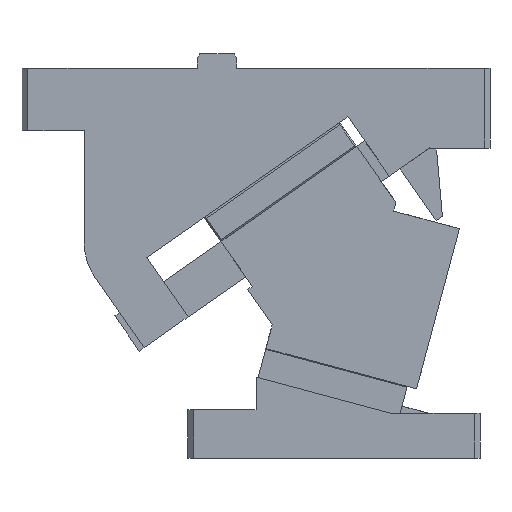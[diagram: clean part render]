
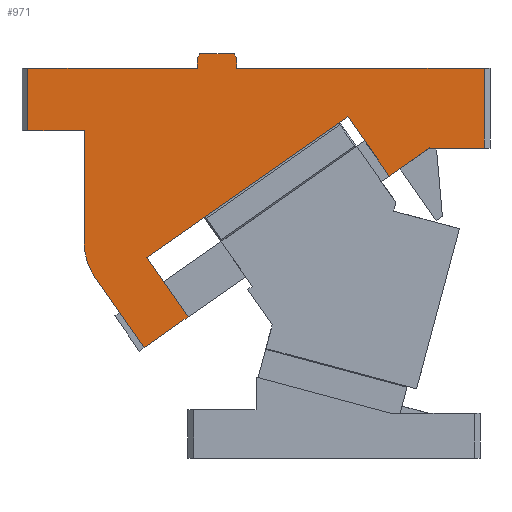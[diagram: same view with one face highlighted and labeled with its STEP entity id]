
A CAD part, front view. The second image highlights one B-rep face of the part: STEP entity #971.
In plain terms, the highlighted planar face has unit normal (0, -1, 0).
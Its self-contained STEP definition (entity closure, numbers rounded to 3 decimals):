
#212=CARTESIAN_POINT('Vertex',(152.,0.,159.)) ;
#216=CARTESIAN_POINT('Control Point',(124.,0.,159.)) ;
#217=CARTESIAN_POINT('Control Point',(129.6,0.,159.)) ;
#218=CARTESIAN_POINT('Control Point',(135.2,0.,159.)) ;
#219=CARTESIAN_POINT('Control Point',(140.8,0.,159.)) ;
#220=CARTESIAN_POINT('Control Point',(146.4,0.,159.)) ;
#221=CARTESIAN_POINT('Control Point',(152.,0.,159.)) ;
#222=CARTESIAN_POINT('Vertex',(124.,0.,159.)) ;
#368=CARTESIAN_POINT('Vertex',(25.,0.,200.)) ;
#372=CARTESIAN_POINT('Control Point',(25.,0.,200.)) ;
#373=CARTESIAN_POINT('Control Point',(50.4,0.,200.)) ;
#374=CARTESIAN_POINT('Control Point',(75.8,0.,200.)) ;
#375=CARTESIAN_POINT('Control Point',(101.2,0.,200.)) ;
#376=CARTESIAN_POINT('Control Point',(126.6,0.,200.)) ;
#377=CARTESIAN_POINT('Control Point',(152.,0.,200.)) ;
#378=CARTESIAN_POINT('Vertex',(152.,0.,200.)) ;
#782=CARTESIAN_POINT('Control Point',(152.,0.,200.)) ;
#783=CARTESIAN_POINT('Control Point',(152.,0.,193.6)) ;
#784=CARTESIAN_POINT('Control Point',(152.,0.,187.2)) ;
#785=CARTESIAN_POINT('Control Point',(152.,0.,180.8)) ;
#786=CARTESIAN_POINT('Control Point',(152.,0.,174.4)) ;
#787=CARTESIAN_POINT('Control Point',(152.,0.,168.)) ;
#788=CARTESIAN_POINT('Vertex',(152.,0.,168.)) ;
#791=CARTESIAN_POINT('Line Origine',(152.,0.,163.5)) ;
#805=CARTESIAN_POINT('Axis2P3D Location',(-12.531,0.,165.399)) ;
#810=CARTESIAN_POINT('Axis2P3D Location',(-23.,0.,109.943)) ;
#814=CARTESIAN_POINT('Vertex',(-47.575,0.,92.736)) ;
#816=CARTESIAN_POINT('Vertex',(-53.,0.,109.943)) ;
#820=CARTESIAN_POINT('Control Point',(-22.355,0.,56.718)) ;
#821=CARTESIAN_POINT('Control Point',(-27.399,0.,63.922)) ;
#822=CARTESIAN_POINT('Control Point',(-32.443,0.,71.125)) ;
#823=CARTESIAN_POINT('Control Point',(-37.487,0.,78.329)) ;
#824=CARTESIAN_POINT('Control Point',(-42.531,0.,85.532)) ;
#825=CARTESIAN_POINT('Control Point',(-47.575,0.,92.736)) ;
#826=CARTESIAN_POINT('Vertex',(-22.355,0.,56.718)) ;
#830=CARTESIAN_POINT('Control Point',(-22.355,0.,56.718)) ;
#831=CARTESIAN_POINT('Control Point',(-17.85,0.,59.873)) ;
#832=CARTESIAN_POINT('Control Point',(-13.344,0.,63.028)) ;
#833=CARTESIAN_POINT('Control Point',(-8.839,0.,66.182)) ;
#834=CARTESIAN_POINT('Control Point',(-4.334,0.,69.337)) ;
#835=CARTESIAN_POINT('Control Point',(0.172,0.,72.492)) ;
#836=CARTESIAN_POINT('Vertex',(0.172,0.,72.492)) ;
#840=CARTESIAN_POINT('Control Point',(0.172,0.,72.492)) ;
#841=CARTESIAN_POINT('Control Point',(-4.073,0.,78.553)) ;
#842=CARTESIAN_POINT('Control Point',(-8.317,0.,84.615)) ;
#843=CARTESIAN_POINT('Control Point',(-12.562,0.,90.677)) ;
#844=CARTESIAN_POINT('Control Point',(-16.806,0.,96.739)) ;
#845=CARTESIAN_POINT('Control Point',(-21.051,0.,102.8)) ;
#846=CARTESIAN_POINT('Vertex',(-21.051,0.,102.8)) ;
#850=CARTESIAN_POINT('Control Point',(82.162,0.,175.071)) ;
#851=CARTESIAN_POINT('Control Point',(61.52,0.,160.617)) ;
#852=CARTESIAN_POINT('Control Point',(40.877,0.,146.163)) ;
#853=CARTESIAN_POINT('Control Point',(20.235,0.,131.709)) ;
#854=CARTESIAN_POINT('Control Point',(-0.408,0.,117.254)) ;
#855=CARTESIAN_POINT('Control Point',(-21.051,0.,102.8)) ;
#856=CARTESIAN_POINT('Vertex',(82.162,0.,175.071)) ;
#860=CARTESIAN_POINT('Control Point',(82.162,0.,175.071)) ;
#861=CARTESIAN_POINT('Control Point',(86.407,0.,169.009)) ;
#862=CARTESIAN_POINT('Control Point',(90.651,0.,162.947)) ;
#863=CARTESIAN_POINT('Control Point',(94.896,0.,156.886)) ;
#864=CARTESIAN_POINT('Control Point',(99.14,0.,150.824)) ;
#865=CARTESIAN_POINT('Control Point',(103.385,0.,144.762)) ;
#866=CARTESIAN_POINT('Vertex',(103.385,0.,144.762)) ;
#869=CARTESIAN_POINT('Line Origine',(113.692,0.,151.98)) ;
#873=CARTESIAN_POINT('Vertex',(124.,0.,159.197)) ;
#876=CARTESIAN_POINT('Line Origine',(124.,0.,159.099)) ;
#881=CARTESIAN_POINT('Line Origine',(25.,0.,202.75)) ;
#885=CARTESIAN_POINT('Vertex',(25.,0.,205.5)) ;
#888=CARTESIAN_POINT('Line Origine',(24.423,0.,206.5)) ;
#892=CARTESIAN_POINT('Vertex',(23.845,0.,207.5)) ;
#895=CARTESIAN_POINT('Line Origine',(15.,0.,207.5)) ;
#899=CARTESIAN_POINT('Vertex',(6.155,0.,207.5)) ;
#902=CARTESIAN_POINT('Line Origine',(5.577,0.,206.5)) ;
#906=CARTESIAN_POINT('Vertex',(5.,0.,205.5)) ;
#909=CARTESIAN_POINT('Line Origine',(5.,0.,202.75)) ;
#913=CARTESIAN_POINT('Vertex',(5.,0.,200.)) ;
#917=CARTESIAN_POINT('Control Point',(-82.,0.,200.)) ;
#918=CARTESIAN_POINT('Control Point',(-64.6,0.,200.)) ;
#919=CARTESIAN_POINT('Control Point',(-47.2,0.,200.)) ;
#920=CARTESIAN_POINT('Control Point',(-29.8,0.,200.)) ;
#921=CARTESIAN_POINT('Control Point',(-12.4,0.,200.)) ;
#922=CARTESIAN_POINT('Control Point',(5.,0.,200.)) ;
#923=CARTESIAN_POINT('Vertex',(-82.,0.,200.)) ;
#927=CARTESIAN_POINT('Control Point',(-82.,0.,168.)) ;
#928=CARTESIAN_POINT('Control Point',(-82.,0.,174.4)) ;
#929=CARTESIAN_POINT('Control Point',(-82.,0.,180.8)) ;
#930=CARTESIAN_POINT('Control Point',(-82.,0.,187.2)) ;
#931=CARTESIAN_POINT('Control Point',(-82.,0.,193.6)) ;
#932=CARTESIAN_POINT('Control Point',(-82.,0.,200.)) ;
#933=CARTESIAN_POINT('Vertex',(-82.,0.,168.)) ;
#936=CARTESIAN_POINT('Line Origine',(-67.5,0.,168.)) ;
#940=CARTESIAN_POINT('Vertex',(-53.,0.,168.)) ;
#943=CARTESIAN_POINT('Line Origine',(-53.,0.,138.971)) ;
#792=DIRECTION('Vector Direction',(0.,0.,-1.)) ;
#806=DIRECTION('Axis2P3D Direction',(0.,-1.,0.)) ;
#807=DIRECTION('Axis2P3D XDirection',(1.,0.,0.)) ;
#811=DIRECTION('Axis2P3D Direction',(0.,-1.,0.)) ;
#870=DIRECTION('Vector Direction',(0.819,0.,0.574)) ;
#877=DIRECTION('Vector Direction',(0.,0.,-1.)) ;
#882=DIRECTION('Vector Direction',(0.,0.,1.)) ;
#889=DIRECTION('Vector Direction',(0.5,0.,-0.866)) ;
#896=DIRECTION('Vector Direction',(-1.,0.,0.)) ;
#903=DIRECTION('Vector Direction',(-0.5,0.,-0.866)) ;
#910=DIRECTION('Vector Direction',(0.,0.,1.)) ;
#937=DIRECTION('Vector Direction',(1.,0.,0.)) ;
#944=DIRECTION('Vector Direction',(0.,0.,1.)) ;
#808=AXIS2_PLACEMENT_3D('Plane Axis2P3D',#805,#806,#807) ;
#812=AXIS2_PLACEMENT_3D('Circle Axis2P3D',#810,#811,$) ;
#949=ORIENTED_EDGE('',*,*,#818,.F.) ;
#950=ORIENTED_EDGE('',*,*,#828,.F.) ;
#951=ORIENTED_EDGE('',*,*,#838,.T.) ;
#952=ORIENTED_EDGE('',*,*,#848,.T.) ;
#953=ORIENTED_EDGE('',*,*,#858,.F.) ;
#954=ORIENTED_EDGE('',*,*,#868,.T.) ;
#955=ORIENTED_EDGE('',*,*,#875,.T.) ;
#956=ORIENTED_EDGE('',*,*,#880,.T.) ;
#957=ORIENTED_EDGE('',*,*,#224,.F.) ;
#958=ORIENTED_EDGE('',*,*,#795,.F.) ;
#959=ORIENTED_EDGE('',*,*,#790,.F.) ;
#960=ORIENTED_EDGE('',*,*,#380,.F.) ;
#961=ORIENTED_EDGE('',*,*,#887,.T.) ;
#962=ORIENTED_EDGE('',*,*,#894,.F.) ;
#963=ORIENTED_EDGE('',*,*,#901,.F.) ;
#964=ORIENTED_EDGE('',*,*,#908,.F.) ;
#965=ORIENTED_EDGE('',*,*,#915,.F.) ;
#966=ORIENTED_EDGE('',*,*,#925,.F.) ;
#967=ORIENTED_EDGE('',*,*,#935,.F.) ;
#968=ORIENTED_EDGE('',*,*,#942,.T.) ;
#969=ORIENTED_EDGE('',*,*,#947,.F.) ;
#793=VECTOR('Line Direction',#792,1.) ;
#871=VECTOR('Line Direction',#870,1.) ;
#878=VECTOR('Line Direction',#877,1.) ;
#883=VECTOR('Line Direction',#882,1.) ;
#890=VECTOR('Line Direction',#889,1.) ;
#897=VECTOR('Line Direction',#896,1.) ;
#904=VECTOR('Line Direction',#903,1.) ;
#911=VECTOR('Line Direction',#910,1.) ;
#938=VECTOR('Line Direction',#937,1.) ;
#945=VECTOR('Line Direction',#944,1.) ;
#971=ADVANCED_FACE('CAM HOLDER',(#970),#809,.T.) ;
#215=B_SPLINE_CURVE_WITH_KNOTS('',5,(#216,#217,#218,#219,#220,#221),.UNSPECIFIED.,.F.,.U.,(6,6),(0.,28.),.UNSPECIFIED.) ;
#371=B_SPLINE_CURVE_WITH_KNOTS('',5,(#372,#373,#374,#375,#376,#377),.UNSPECIFIED.,.F.,.U.,(6,6),(0.,127.),.UNSPECIFIED.) ;
#781=B_SPLINE_CURVE_WITH_KNOTS('',5,(#782,#783,#784,#785,#786,#787),.UNSPECIFIED.,.F.,.U.,(6,6),(0.,32.),.UNSPECIFIED.) ;
#819=B_SPLINE_CURVE_WITH_KNOTS('',5,(#820,#821,#822,#823,#824,#825),.UNSPECIFIED.,.F.,.U.,(6,6),(0.,43.969),.UNSPECIFIED.) ;
#829=B_SPLINE_CURVE_WITH_KNOTS('',5,(#830,#831,#832,#833,#834,#835),.UNSPECIFIED.,.F.,.U.,(6,6),(0.,27.5),.UNSPECIFIED.) ;
#839=B_SPLINE_CURVE_WITH_KNOTS('',5,(#840,#841,#842,#843,#844,#845),.UNSPECIFIED.,.F.,.U.,(6,6),(0.,37.),.UNSPECIFIED.) ;
#849=B_SPLINE_CURVE_WITH_KNOTS('',5,(#850,#851,#852,#853,#854,#855),.UNSPECIFIED.,.F.,.U.,(6,6),(0.,126.),.UNSPECIFIED.) ;
#859=B_SPLINE_CURVE_WITH_KNOTS('',5,(#860,#861,#862,#863,#864,#865),.UNSPECIFIED.,.F.,.U.,(6,6),(0.,37.),.UNSPECIFIED.) ;
#916=B_SPLINE_CURVE_WITH_KNOTS('',5,(#917,#918,#919,#920,#921,#922),.UNSPECIFIED.,.F.,.U.,(6,6),(0.,87.),.UNSPECIFIED.) ;
#926=B_SPLINE_CURVE_WITH_KNOTS('',5,(#927,#928,#929,#930,#931,#932),.UNSPECIFIED.,.F.,.U.,(6,6),(0.,32.),.UNSPECIFIED.) ;
#813=CIRCLE('generated circle',#812,30.) ;
#224=EDGE_CURVE('',#213,#223,#215,.F.) ;
#380=EDGE_CURVE('',#369,#379,#371,.T.) ;
#790=EDGE_CURVE('',#379,#789,#781,.T.) ;
#795=EDGE_CURVE('',#789,#213,#794,.T.) ;
#818=EDGE_CURVE('',#815,#817,#813,.F.) ;
#828=EDGE_CURVE('',#827,#815,#819,.T.) ;
#838=EDGE_CURVE('',#827,#837,#829,.T.) ;
#848=EDGE_CURVE('',#837,#847,#839,.T.) ;
#858=EDGE_CURVE('',#857,#847,#849,.T.) ;
#868=EDGE_CURVE('',#857,#867,#859,.T.) ;
#875=EDGE_CURVE('',#867,#874,#872,.T.) ;
#880=EDGE_CURVE('',#874,#223,#879,.T.) ;
#887=EDGE_CURVE('',#369,#886,#884,.T.) ;
#894=EDGE_CURVE('',#893,#886,#891,.T.) ;
#901=EDGE_CURVE('',#900,#893,#898,.F.) ;
#908=EDGE_CURVE('',#907,#900,#905,.F.) ;
#915=EDGE_CURVE('',#914,#907,#912,.T.) ;
#925=EDGE_CURVE('',#924,#914,#916,.T.) ;
#935=EDGE_CURVE('',#934,#924,#926,.T.) ;
#942=EDGE_CURVE('',#934,#941,#939,.T.) ;
#947=EDGE_CURVE('',#817,#941,#946,.T.) ;
#948=EDGE_LOOP('',(#949,#950,#951,#952,#953,#954,#955,#956,#957,#958,#959,#960,#961,#962,#963,#964,#965,#966,#967,#968,#969)) ;
#970=FACE_OUTER_BOUND('',#948,.T.) ;
#794=LINE('Line',#791,#793) ;
#872=LINE('Line',#869,#871) ;
#879=LINE('Line',#876,#878) ;
#884=LINE('Line',#881,#883) ;
#891=LINE('Line',#888,#890) ;
#898=LINE('Line',#895,#897) ;
#905=LINE('Line',#902,#904) ;
#912=LINE('Line',#909,#911) ;
#939=LINE('Line',#936,#938) ;
#946=LINE('Line',#943,#945) ;
#809=PLANE('Plane',#808) ;
#213=VERTEX_POINT('',#212) ;
#223=VERTEX_POINT('',#222) ;
#369=VERTEX_POINT('',#368) ;
#379=VERTEX_POINT('',#378) ;
#789=VERTEX_POINT('',#788) ;
#815=VERTEX_POINT('',#814) ;
#817=VERTEX_POINT('',#816) ;
#827=VERTEX_POINT('',#826) ;
#837=VERTEX_POINT('',#836) ;
#847=VERTEX_POINT('',#846) ;
#857=VERTEX_POINT('',#856) ;
#867=VERTEX_POINT('',#866) ;
#874=VERTEX_POINT('',#873) ;
#886=VERTEX_POINT('',#885) ;
#893=VERTEX_POINT('',#892) ;
#900=VERTEX_POINT('',#899) ;
#907=VERTEX_POINT('',#906) ;
#914=VERTEX_POINT('',#913) ;
#924=VERTEX_POINT('',#923) ;
#934=VERTEX_POINT('',#933) ;
#941=VERTEX_POINT('',#940) ;
